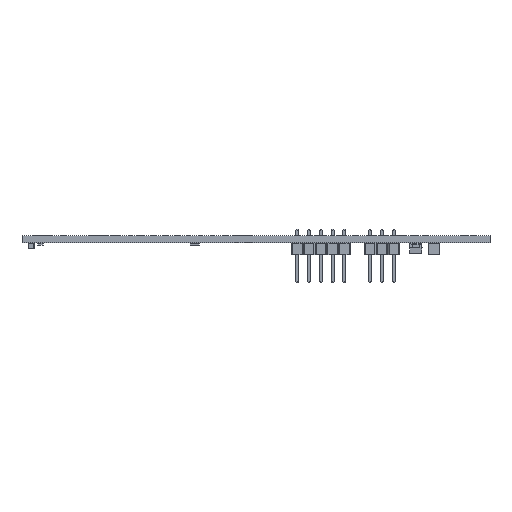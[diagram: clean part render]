
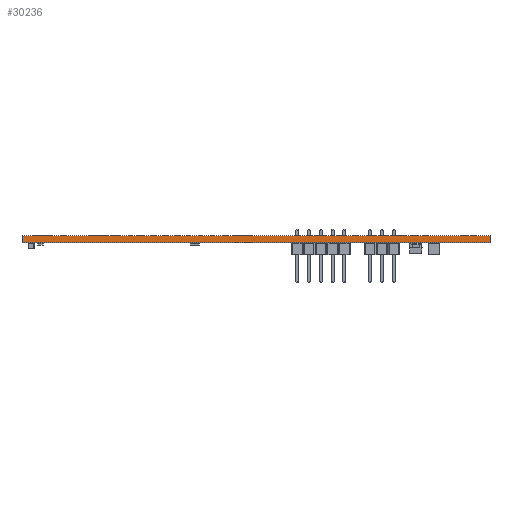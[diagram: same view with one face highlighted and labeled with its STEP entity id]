
A CAD part, front view. The second image highlights one B-rep face of the part: STEP entity #30236.
In plain terms, the highlighted planar face has unit normal (0, -1, 0).
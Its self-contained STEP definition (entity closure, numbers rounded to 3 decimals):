
#30236 = ADVANCED_FACE('',(#30237),#30251,.T.);
#30237 = FACE_BOUND('',#30238,.T.);
#30238 = EDGE_LOOP('',(#30239,#30274,#30302,#30330));
#30239 = ORIENTED_EDGE('',*,*,#30240,.T.);
#30240 = EDGE_CURVE('',#30241,#30243,#30245,.T.);
#30241 = VERTEX_POINT('',#30242);
#30242 = CARTESIAN_POINT('',(208.026,-192.786,0.));
#30243 = VERTEX_POINT('',#30244);
#30244 = CARTESIAN_POINT('',(208.026,-192.786,1.58));
#30245 = SURFACE_CURVE('',#30246,(#30250,#30262),.PCURVE_S1.);
#30246 = LINE('',#30247,#30248);
#30247 = CARTESIAN_POINT('',(208.026,-192.786,0.));
#30248 = VECTOR('',#30249,1.);
#30249 = DIRECTION('',(0.,0.,1.));
#30250 = PCURVE('',#30251,#30256);
#30251 = PLANE('',#30252);
#30252 = AXIS2_PLACEMENT_3D('',#30253,#30254,#30255);
#30253 = CARTESIAN_POINT('',(208.026,-192.786,0.));
#30254 = DIRECTION('',(0.,-1.,0.));
#30255 = DIRECTION('',(-1.,0.,0.));
#30256 = DEFINITIONAL_REPRESENTATION('',(#30257),#30261);
#30257 = LINE('',#30258,#30259);
#30258 = CARTESIAN_POINT('',(0.,-0.));
#30259 = VECTOR('',#30260,1.);
#30260 = DIRECTION('',(0.,-1.));
#30261 = ( GEOMETRIC_REPRESENTATION_CONTEXT(2) 
PARAMETRIC_REPRESENTATION_CONTEXT() REPRESENTATION_CONTEXT('2D SPACE',''
  ) );
#30262 = PCURVE('',#30263,#30268);
#30263 = PLANE('',#30264);
#30264 = AXIS2_PLACEMENT_3D('',#30265,#30266,#30267);
#30265 = CARTESIAN_POINT('',(208.026,-91.694,0.));
#30266 = DIRECTION('',(1.,0.,-0.));
#30267 = DIRECTION('',(0.,-1.,0.));
#30268 = DEFINITIONAL_REPRESENTATION('',(#30269),#30273);
#30269 = LINE('',#30270,#30271);
#30270 = CARTESIAN_POINT('',(101.092,0.));
#30271 = VECTOR('',#30272,1.);
#30272 = DIRECTION('',(0.,-1.));
#30273 = ( GEOMETRIC_REPRESENTATION_CONTEXT(2) 
PARAMETRIC_REPRESENTATION_CONTEXT() REPRESENTATION_CONTEXT('2D SPACE',''
  ) );
#30274 = ORIENTED_EDGE('',*,*,#30275,.T.);
#30275 = EDGE_CURVE('',#30243,#30276,#30278,.T.);
#30276 = VERTEX_POINT('',#30277);
#30277 = CARTESIAN_POINT('',(106.934,-192.786,1.58));
#30278 = SURFACE_CURVE('',#30279,(#30283,#30290),.PCURVE_S1.);
#30279 = LINE('',#30280,#30281);
#30280 = CARTESIAN_POINT('',(208.026,-192.786,1.58));
#30281 = VECTOR('',#30282,1.);
#30282 = DIRECTION('',(-1.,0.,0.));
#30283 = PCURVE('',#30251,#30284);
#30284 = DEFINITIONAL_REPRESENTATION('',(#30285),#30289);
#30285 = LINE('',#30286,#30287);
#30286 = CARTESIAN_POINT('',(0.,-1.58));
#30287 = VECTOR('',#30288,1.);
#30288 = DIRECTION('',(1.,0.));
#30289 = ( GEOMETRIC_REPRESENTATION_CONTEXT(2) 
PARAMETRIC_REPRESENTATION_CONTEXT() REPRESENTATION_CONTEXT('2D SPACE',''
  ) );
#30290 = PCURVE('',#30291,#30296);
#30291 = PLANE('',#30292);
#30292 = AXIS2_PLACEMENT_3D('',#30293,#30294,#30295);
#30293 = CARTESIAN_POINT('',(157.48,-142.24,1.58));
#30294 = DIRECTION('',(-0.,-0.,-1.));
#30295 = DIRECTION('',(-1.,0.,0.));
#30296 = DEFINITIONAL_REPRESENTATION('',(#30297),#30301);
#30297 = LINE('',#30298,#30299);
#30298 = CARTESIAN_POINT('',(-50.546,-50.546));
#30299 = VECTOR('',#30300,1.);
#30300 = DIRECTION('',(1.,0.));
#30301 = ( GEOMETRIC_REPRESENTATION_CONTEXT(2) 
PARAMETRIC_REPRESENTATION_CONTEXT() REPRESENTATION_CONTEXT('2D SPACE',''
  ) );
#30302 = ORIENTED_EDGE('',*,*,#30303,.F.);
#30303 = EDGE_CURVE('',#30304,#30276,#30306,.T.);
#30304 = VERTEX_POINT('',#30305);
#30305 = CARTESIAN_POINT('',(106.934,-192.786,0.));
#30306 = SURFACE_CURVE('',#30307,(#30311,#30318),.PCURVE_S1.);
#30307 = LINE('',#30308,#30309);
#30308 = CARTESIAN_POINT('',(106.934,-192.786,0.));
#30309 = VECTOR('',#30310,1.);
#30310 = DIRECTION('',(0.,0.,1.));
#30311 = PCURVE('',#30251,#30312);
#30312 = DEFINITIONAL_REPRESENTATION('',(#30313),#30317);
#30313 = LINE('',#30314,#30315);
#30314 = CARTESIAN_POINT('',(101.092,0.));
#30315 = VECTOR('',#30316,1.);
#30316 = DIRECTION('',(0.,-1.));
#30317 = ( GEOMETRIC_REPRESENTATION_CONTEXT(2) 
PARAMETRIC_REPRESENTATION_CONTEXT() REPRESENTATION_CONTEXT('2D SPACE',''
  ) );
#30318 = PCURVE('',#30319,#30324);
#30319 = PLANE('',#30320);
#30320 = AXIS2_PLACEMENT_3D('',#30321,#30322,#30323);
#30321 = CARTESIAN_POINT('',(106.934,-192.786,0.));
#30322 = DIRECTION('',(-1.,0.,0.));
#30323 = DIRECTION('',(0.,1.,0.));
#30324 = DEFINITIONAL_REPRESENTATION('',(#30325),#30329);
#30325 = LINE('',#30326,#30327);
#30326 = CARTESIAN_POINT('',(0.,0.));
#30327 = VECTOR('',#30328,1.);
#30328 = DIRECTION('',(0.,-1.));
#30329 = ( GEOMETRIC_REPRESENTATION_CONTEXT(2) 
PARAMETRIC_REPRESENTATION_CONTEXT() REPRESENTATION_CONTEXT('2D SPACE',''
  ) );
#30330 = ORIENTED_EDGE('',*,*,#30331,.F.);
#30331 = EDGE_CURVE('',#30241,#30304,#30332,.T.);
#30332 = SURFACE_CURVE('',#30333,(#30337,#30344),.PCURVE_S1.);
#30333 = LINE('',#30334,#30335);
#30334 = CARTESIAN_POINT('',(208.026,-192.786,0.));
#30335 = VECTOR('',#30336,1.);
#30336 = DIRECTION('',(-1.,0.,0.));
#30337 = PCURVE('',#30251,#30338);
#30338 = DEFINITIONAL_REPRESENTATION('',(#30339),#30343);
#30339 = LINE('',#30340,#30341);
#30340 = CARTESIAN_POINT('',(0.,-0.));
#30341 = VECTOR('',#30342,1.);
#30342 = DIRECTION('',(1.,0.));
#30343 = ( GEOMETRIC_REPRESENTATION_CONTEXT(2) 
PARAMETRIC_REPRESENTATION_CONTEXT() REPRESENTATION_CONTEXT('2D SPACE',''
  ) );
#30344 = PCURVE('',#30345,#30350);
#30345 = PLANE('',#30346);
#30346 = AXIS2_PLACEMENT_3D('',#30347,#30348,#30349);
#30347 = CARTESIAN_POINT('',(157.48,-142.24,0.));
#30348 = DIRECTION('',(-0.,-0.,-1.));
#30349 = DIRECTION('',(-1.,0.,0.));
#30350 = DEFINITIONAL_REPRESENTATION('',(#30351),#30355);
#30351 = LINE('',#30352,#30353);
#30352 = CARTESIAN_POINT('',(-50.546,-50.546));
#30353 = VECTOR('',#30354,1.);
#30354 = DIRECTION('',(1.,0.));
#30355 = ( GEOMETRIC_REPRESENTATION_CONTEXT(2) 
PARAMETRIC_REPRESENTATION_CONTEXT() REPRESENTATION_CONTEXT('2D SPACE',''
  ) );
